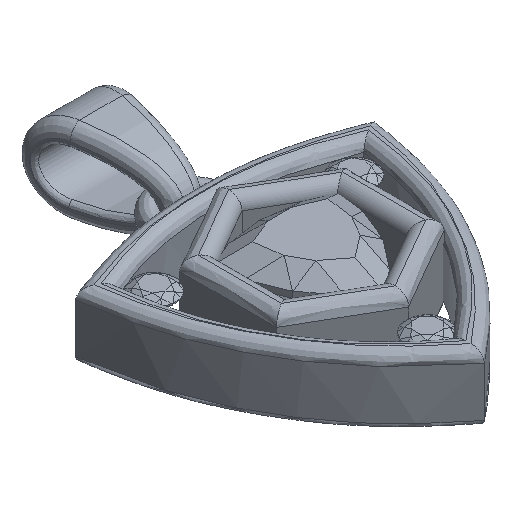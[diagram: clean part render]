
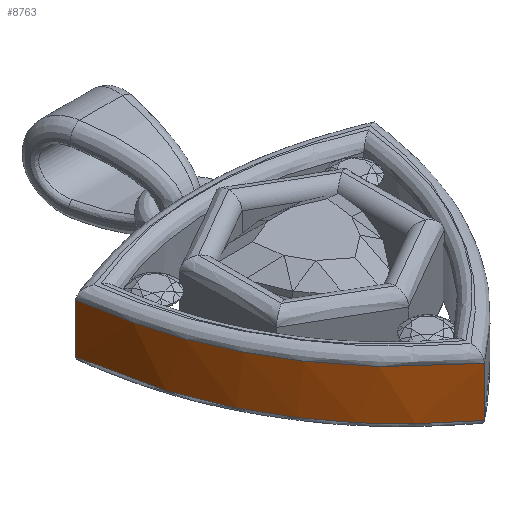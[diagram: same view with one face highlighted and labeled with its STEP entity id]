
A CAD part, isometric view. The second image highlights one B-rep face of the part: STEP entity #8763.
In plain terms, the highlighted free-form (B-spline) face has degree [3, 1] with [7, 2] control points.
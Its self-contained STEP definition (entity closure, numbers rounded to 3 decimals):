
#8139 = VERTEX_POINT('',#8140);
#8140 = CARTESIAN_POINT('',(-9.64,6.228,
    0.057));
#8268 = VERTEX_POINT('',#8269);
#8269 = CARTESIAN_POINT('',(-0.017,-10.502,
    0.057));
#8361 = EDGE_CURVE('',#8268,#8139,#8362,.T.);
#8362 = B_SPLINE_CURVE_WITH_KNOTS('',3,(#8363,#8364,#8365,#8366,#8367,
    #8368,#8369),.UNSPECIFIED.,.F.,.F.,(4,3,4),(0.,6.436,
    12.871),.UNSPECIFIED.);
#8363 = CARTESIAN_POINT('',(-0.017,-10.502,
    0.057));
#8364 = CARTESIAN_POINT('',(-3.463,-7.849,
    0.057));
#8365 = CARTESIAN_POINT('',(-5.189,-5.591,
    0.057));
#8366 = CARTESIAN_POINT('',(-6.588,-3.149,
    0.057));
#8367 = CARTESIAN_POINT('',(-7.987,-0.707,
    0.057));
#8368 = CARTESIAN_POINT('',(-9.058,1.92,
    0.057));
#8369 = CARTESIAN_POINT('',(-9.64,6.228,
    0.057));
#8690 = VERTEX_POINT('',#8691);
#8691 = CARTESIAN_POINT('',(-9.64,6.228,
    -3.131));
#8701 = EDGE_CURVE('',#8139,#8690,#8702,.T.);
#8702 = B_SPLINE_CURVE_WITH_KNOTS('',1,(#8703,#8704),.UNSPECIFIED.,.F.,
  .F.,(2,2),(0.45,2.572),.PIECEWISE_BEZIER_KNOTS.);
#8703 = CARTESIAN_POINT('',(-9.64,6.228,
    0.057));
#8704 = CARTESIAN_POINT('',(-9.64,6.228,
    -3.131));
#8731 = VERTEX_POINT('',#8732);
#8732 = CARTESIAN_POINT('',(-0.017,-10.502,
    -3.131));
#8744 = EDGE_CURVE('',#8268,#8731,#8745,.T.);
#8745 = B_SPLINE_CURVE_WITH_KNOTS('',1,(#8746,#8747),.UNSPECIFIED.,.F.,
  .F.,(2,2),(0.45,2.572),.PIECEWISE_BEZIER_KNOTS.);
#8746 = CARTESIAN_POINT('',(-0.017,-10.502,
    0.057));
#8747 = CARTESIAN_POINT('',(-0.017,-10.502,
    -3.131));
#8763 = ADVANCED_FACE('',(#8764),#8779,.T.);
#8764 = FACE_BOUND('',#8765,.T.);
#8765 = EDGE_LOOP('',(#8766,#8776,#8777,#8778));
#8766 = ORIENTED_EDGE('',*,*,#8767,.T.);
#8767 = EDGE_CURVE('',#8690,#8731,#8768,.T.);
#8768 = B_SPLINE_CURVE_WITH_KNOTS('',3,(#8769,#8770,#8771,#8772,#8773,
    #8774,#8775),.UNSPECIFIED.,.F.,.F.,(4,3,4),(0.,6.533,
    13.066),.UNSPECIFIED.);
#8769 = CARTESIAN_POINT('',(-9.64,6.228,
    -3.131));
#8770 = CARTESIAN_POINT('',(-9.058,1.92,
    -3.131));
#8771 = CARTESIAN_POINT('',(-7.987,-0.707,
    -3.131));
#8772 = CARTESIAN_POINT('',(-6.588,-3.149,
    -3.131));
#8773 = CARTESIAN_POINT('',(-5.189,-5.591,
    -3.131));
#8774 = CARTESIAN_POINT('',(-3.463,-7.849,
    -3.131));
#8775 = CARTESIAN_POINT('',(-0.017,-10.502,
    -3.131));
#8776 = ORIENTED_EDGE('',*,*,#8744,.F.);
#8777 = ORIENTED_EDGE('',*,*,#8361,.T.);
#8778 = ORIENTED_EDGE('',*,*,#8701,.T.);
#8779 = B_SPLINE_SURFACE_WITH_KNOTS('',3,1,(
    (#8780,#8781)
    ,(#8782,#8783)
    ,(#8784,#8785)
    ,(#8786,#8787)
    ,(#8788,#8789)
    ,(#8790,#8791)
    ,(#8792,#8793
    )),.UNSPECIFIED.,.F.,.F.,.F.,(4,3,4),(2,2),(-5.613,
    -2.807,0.),(0.,3.53),.PIECEWISE_BEZIER_KNOTS.);
#8780 = CARTESIAN_POINT('',(-0.017,-10.502,
    0.733));
#8781 = CARTESIAN_POINT('',(-0.017,-10.502,
    -4.571));
#8782 = CARTESIAN_POINT('',(-3.463,-7.849,
    0.733));
#8783 = CARTESIAN_POINT('',(-3.463,-7.849,
    -4.571));
#8784 = CARTESIAN_POINT('',(-5.189,-5.591,
    0.733));
#8785 = CARTESIAN_POINT('',(-5.189,-5.591,
    -4.571));
#8786 = CARTESIAN_POINT('',(-6.588,-3.149,
    0.733));
#8787 = CARTESIAN_POINT('',(-6.588,-3.149,
    -4.571));
#8788 = CARTESIAN_POINT('',(-7.987,-0.707,
    0.733));
#8789 = CARTESIAN_POINT('',(-7.987,-0.707,
    -4.571));
#8790 = CARTESIAN_POINT('',(-9.058,1.92,
    0.733));
#8791 = CARTESIAN_POINT('',(-9.058,1.92,
    -4.571));
#8792 = CARTESIAN_POINT('',(-9.64,6.228,
    0.733));
#8793 = CARTESIAN_POINT('',(-9.64,6.228,
    -4.571));
